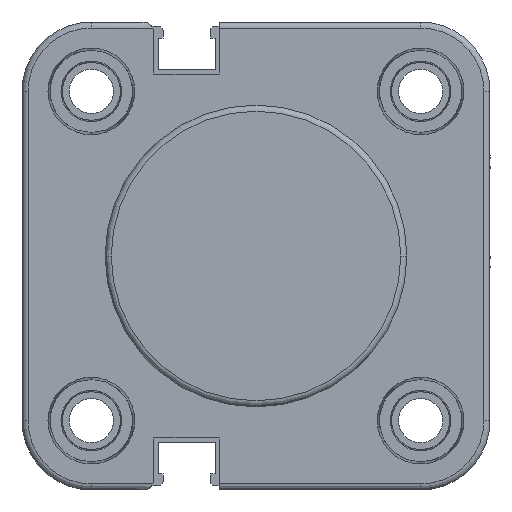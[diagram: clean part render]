
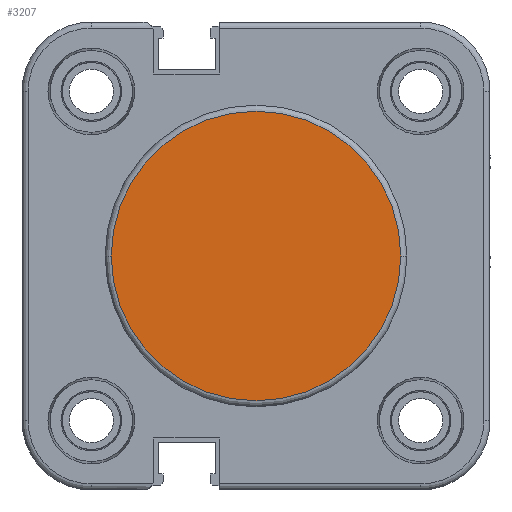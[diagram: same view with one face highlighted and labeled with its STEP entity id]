
A CAD part, front view. The second image highlights one B-rep face of the part: STEP entity #3207.
In plain terms, the highlighted face is planar.
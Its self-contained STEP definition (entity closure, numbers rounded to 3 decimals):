
#48 = CIRCLE ( 'NONE', #4830, 16.7 ) ;
#391 = AXIS2_PLACEMENT_3D ( 'NONE', #4486, #8115, #1965 ) ;
#576 = CARTESIAN_POINT ( 'NONE',  ( 0., 0., 0. ) ) ;
#702 = ORIENTED_EDGE ( 'NONE', *, *, #7502, .T. ) ;
#771 = PLANE ( 'NONE',  #6762 ) ;
#1965 = DIRECTION ( 'NONE',  ( 0., -1., 0. ) ) ;
#3152 = CIRCLE ( 'NONE', #391, 16.7 ) ;
#3207 = ADVANCED_FACE ( 'NONE', ( #4402 ), #771, .T. ) ;
#4402 = FACE_OUTER_BOUND ( 'NONE', #4990, .T. ) ;
#4486 = CARTESIAN_POINT ( 'NONE',  ( 0., 0., 0. ) ) ;
#4830 = AXIS2_PLACEMENT_3D ( 'NONE', #9850, #13497, #8775 ) ;
#4987 = VERTEX_POINT ( 'NONE', #9258 ) ;
#4990 = EDGE_LOOP ( 'NONE', ( #702, #12403 ) ) ;
#6762 = AXIS2_PLACEMENT_3D ( 'NONE', #576, #14989, #11438 ) ;
#7502 = EDGE_CURVE ( 'NONE', #14746, #4987, #48, .T. ) ;
#8115 = DIRECTION ( 'NONE',  ( -1., 0., 0. ) ) ;
#8775 = DIRECTION ( 'NONE',  ( 0., -1., 0. ) ) ;
#9258 = CARTESIAN_POINT ( 'NONE',  ( 0., 16.7, 0. ) ) ;
#9768 = EDGE_CURVE ( 'NONE', #4987, #14746, #3152, .T. ) ;
#9850 = CARTESIAN_POINT ( 'NONE',  ( 0., 0., 0. ) ) ;
#11438 = DIRECTION ( 'NONE',  ( 0., -1., 0. ) ) ;
#12403 = ORIENTED_EDGE ( 'NONE', *, *, #9768, .T. ) ;
#13497 = DIRECTION ( 'NONE',  ( -1., 0., 0. ) ) ;
#14746 = VERTEX_POINT ( 'NONE', #15497 ) ;
#14989 = DIRECTION ( 'NONE',  ( -1., 0., 0. ) ) ;
#15497 = CARTESIAN_POINT ( 'NONE',  ( 0., -16.7, 0. ) ) ;
